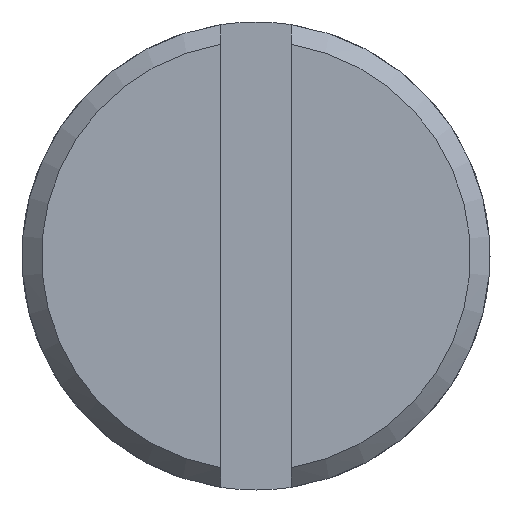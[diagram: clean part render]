
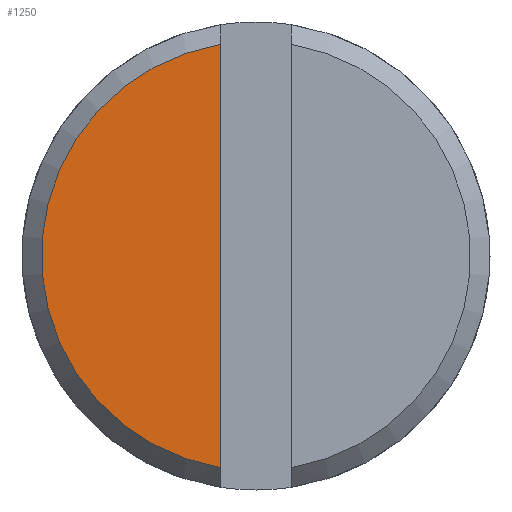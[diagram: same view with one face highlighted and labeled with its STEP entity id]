
A CAD part, front view. The second image highlights one B-rep face of the part: STEP entity #1250.
In plain terms, the highlighted planar face has unit normal (0, -1, 0).
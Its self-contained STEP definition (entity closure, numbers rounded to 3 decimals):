
#187 = DIRECTION ( 'NONE',  ( 0., 0., 1. ) ) ;
#188 = DIRECTION ( 'NONE',  ( 0., 1., 0. ) ) ;
#189 = CARTESIAN_POINT ( 'NONE',  ( 6., -24.85, 0. ) ) ;
#190 = PLANE ( 'NONE',  #1012 ) ;
#197 = DIRECTION ( 'NONE',  ( 0., 0., 1. ) ) ;
#198 = DIRECTION ( 'NONE',  ( 0., -1., 0. ) ) ;
#202 = CARTESIAN_POINT ( 'NONE',  ( 0., -24.85, 0. ) ) ;
#392 = LINE ( 'NONE', #398, #1080 ) ;
#398 = CARTESIAN_POINT ( 'NONE',  ( -0.9, -24.85, 0. ) ) ;
#400 = DIRECTION ( 'NONE',  ( 0., 0., 1. ) ) ;
#433 = CIRCLE ( 'NONE', #1009, 5.5 ) ;
#460 = ORIENTED_EDGE ( 'NONE', *, *, #1247, .T. ) ;
#582 = CARTESIAN_POINT ( 'NONE',  ( -0.9, -24.85, 5.426 ) ) ;
#596 = CARTESIAN_POINT ( 'NONE',  ( -0.9, -24.85, -5.426 ) ) ;
#649 = VERTEX_POINT ( 'NONE', #596 ) ;
#661 = VERTEX_POINT ( 'NONE', #582 ) ;
#716 = EDGE_LOOP ( 'NONE', ( #460, #887 ) ) ;
#887 = ORIENTED_EDGE ( 'NONE', *, *, #1198, .T. ) ;
#1009 = AXIS2_PLACEMENT_3D ( 'NONE', #202, #198, #197 ) ;
#1011 = FACE_OUTER_BOUND ( 'NONE', #716, .T. ) ;
#1012 = AXIS2_PLACEMENT_3D ( 'NONE', #189, #188, #187 ) ;
#1080 = VECTOR ( 'NONE', #400, 1000. ) ;
#1198 = EDGE_CURVE ( 'NONE', #649, #661, #392, .T. ) ;
#1247 = EDGE_CURVE ( 'NONE', #661, #649, #433, .T. ) ;
#1250 = ADVANCED_FACE ( 'NONE', ( #1011 ), #190, .F. ) ;
